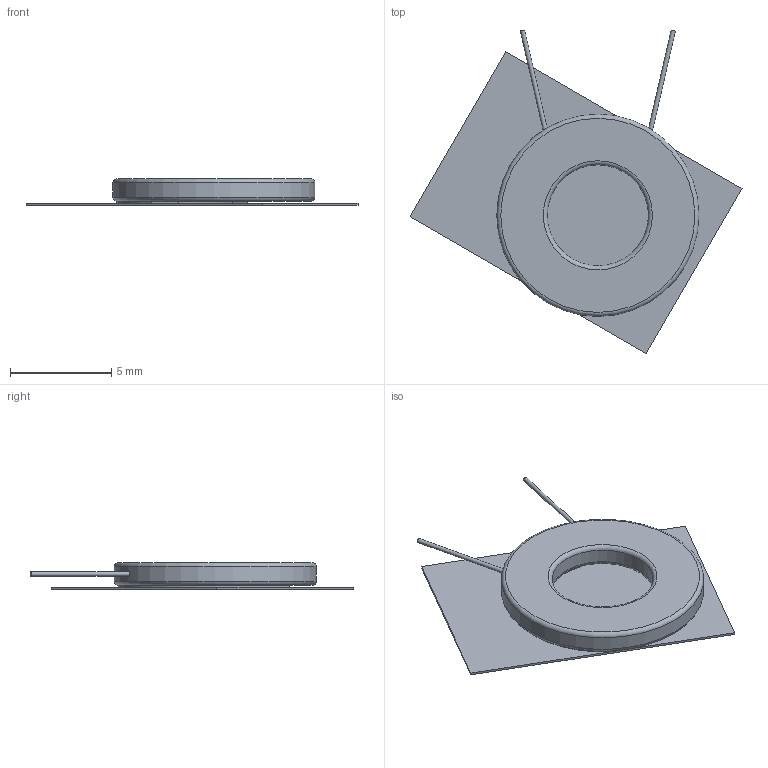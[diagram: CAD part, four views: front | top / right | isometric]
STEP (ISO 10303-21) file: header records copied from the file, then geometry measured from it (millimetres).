
FILE_DESCRIPTION(/* description */ (''),/* implementation_level */ '2;1');
FILE_NAME(/* name */ 'Receiver Coil v14.step',/* time_stamp */ '2023-06-26T15:38:24-04:00',/* author */ (''),/* organization */ (''),/* preprocessor_version */ 'ST-DEVELOPER v19.2',/* originating_system */ 'Autodesk Translation Framework v12.6.0.85',/* authorisation */ '');
FILE_SCHEMA (('AUTOMOTIVE_DESIGN { 1 0 10303 214 3 1 1 }'));
Length unit declared in the file: millimetre
Products named in the file (1): Receiver Coil
Bounding box: 16.42 x 16.01 x 1.3 mm (x, y, z)
Volume: 79.3 mm3; surface area: 474.6 mm2
Topology: 3 solids, 3 shells, 26 faces, 52 edges, 34 vertices
Faces by surface type: plane 16, cylinder 6, torus 4
Full cylindrical faces by diameter (mm): 0.21 x2, 5 x1, 10 x1
Entity records: 769 total; most frequent: CARTESIAN_POINT 149, DIRECTION 126, ORIENTED_EDGE 104, EDGE_CURVE 52, AXIS2_PLACEMENT_3D 50, VERTEX_POINT 34, EDGE_LOOP 30, FACE_OUTER_BOUND 26
